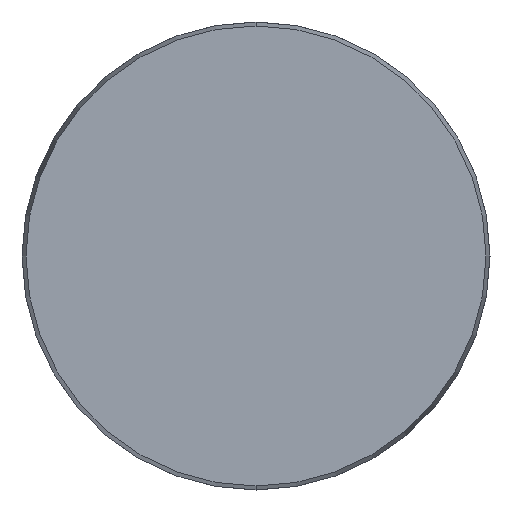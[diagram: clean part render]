
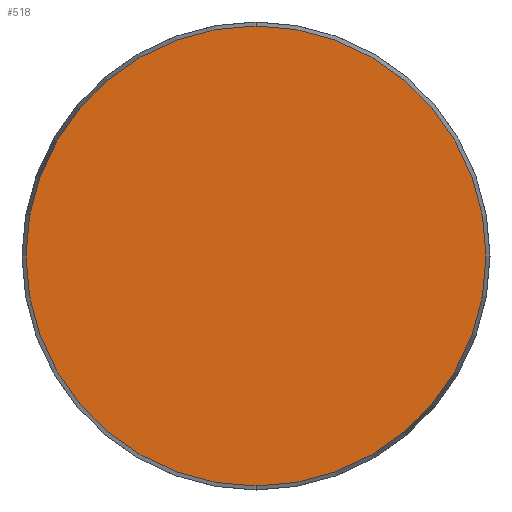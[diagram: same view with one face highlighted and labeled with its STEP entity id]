
A CAD part, front view. The second image highlights one B-rep face of the part: STEP entity #518.
In plain terms, the highlighted planar face has unit normal (0, -1, 0).
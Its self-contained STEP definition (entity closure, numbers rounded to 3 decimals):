
#13 = EDGE_CURVE ( 'NONE', #682, #492, #598, .T. ) ;
#141 = FACE_OUTER_BOUND ( 'NONE', #772, .T. ) ;
#145 = DIRECTION ( 'NONE',  ( 0., 0., 1. ) ) ;
#150 = CARTESIAN_POINT ( 'NONE',  ( -49.143, 0., 0. ) ) ;
#170 = CARTESIAN_POINT ( 'NONE',  ( 0., 0., 0. ) ) ;
#196 = DIRECTION ( 'NONE',  ( 0., 1., 0. ) ) ;
#237 = DIRECTION ( 'NONE',  ( 0., 0., -1. ) ) ;
#245 = CIRCLE ( 'NONE', #781, 49.143 ) ;
#249 = ORIENTED_EDGE ( 'NONE', *, *, #255, .T. ) ;
#255 = EDGE_CURVE ( 'NONE', #492, #682, #245, .T. ) ;
#292 = CARTESIAN_POINT ( 'NONE',  ( 0., 0., 49.143 ) ) ;
#324 = ORIENTED_EDGE ( 'NONE', *, *, #13, .T. ) ;
#339 = DIRECTION ( 'NONE',  ( 0., 0., -1. ) ) ;
#340 = PLANE ( 'NONE',  #341 ) ;
#341 = AXIS2_PLACEMENT_3D ( 'NONE', #150, #196, #145 ) ;
#447 = DIRECTION ( 'NONE',  ( 0., -1., 0. ) ) ;
#492 = VERTEX_POINT ( 'NONE', #626 ) ;
#518 = ADVANCED_FACE ( 'NONE', ( #141 ), #340, .F. ) ;
#598 = CIRCLE ( 'NONE', #797, 49.143 ) ;
#626 = CARTESIAN_POINT ( 'NONE',  ( 0., 0., -49.143 ) ) ;
#682 = VERTEX_POINT ( 'NONE', #292 ) ;
#772 = EDGE_LOOP ( 'NONE', ( #324, #249 ) ) ;
#781 = AXIS2_PLACEMENT_3D ( 'NONE', #170, #814, #237 ) ;
#783 = CARTESIAN_POINT ( 'NONE',  ( 0., 0., 0. ) ) ;
#797 = AXIS2_PLACEMENT_3D ( 'NONE', #783, #447, #339 ) ;
#814 = DIRECTION ( 'NONE',  ( 0., -1., 0. ) ) ;
